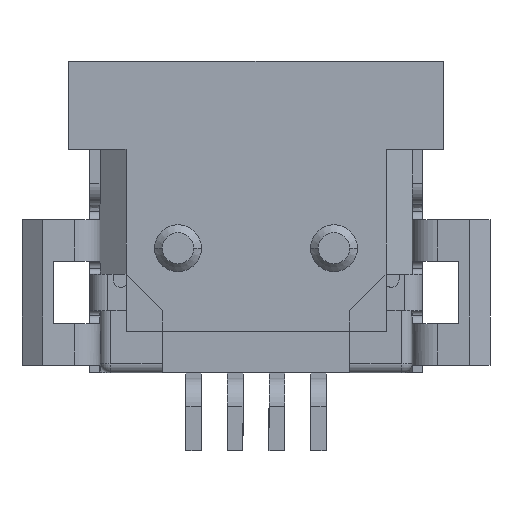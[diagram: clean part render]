
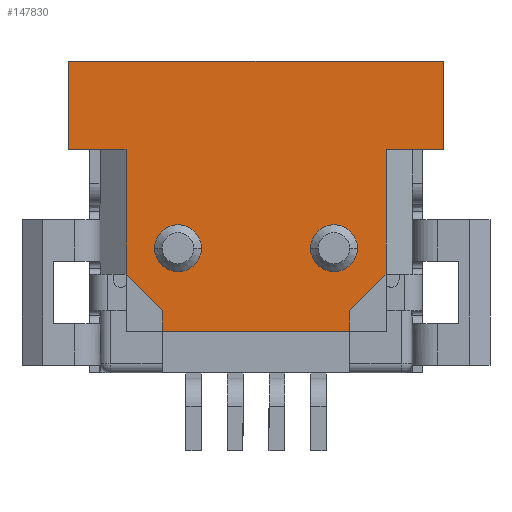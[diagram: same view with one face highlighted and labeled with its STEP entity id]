
A CAD part, front view. The second image highlights one B-rep face of the part: STEP entity #147830.
In plain terms, the highlighted planar face has unit normal (0, -1, 0).
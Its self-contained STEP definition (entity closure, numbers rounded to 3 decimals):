
#3460=CARTESIAN_POINT('',(-3.6,-1.95,-1.7));
#3470=VERTEX_POINT('',#3460);
#3500=CARTESIAN_POINT('',(-2.289,-1.95,-1.7));
#3510=DIRECTION('',(-1.,0.,0.));
#3520=VECTOR('',#3510,1.);
#3530=LINE('',#3500,#3520);
#3540=CARTESIAN_POINT('',(-2.5,-1.95,-1.7));
#3550=VERTEX_POINT('',#3540);
#3560=EDGE_CURVE('',#3550,#3470,#3530,.T.);
#24160=CARTESIAN_POINT('',(-3.6,-1.95,0.));
#24170=VERTEX_POINT('',#24160);
#24200=CARTESIAN_POINT('',(-3.6,-1.95,-4.9));
#24210=DIRECTION('',(0.,0.,-1.));
#24220=VECTOR('',#24210,1.);
#24230=LINE('',#24200,#24220);
#24240=EDGE_CURVE('',#24170,#3470,#24230,.T.);
#77370=CARTESIAN_POINT('',(-1.8,-1.95,-5.2));
#77380=VERTEX_POINT('',#77370);
#77410=CARTESIAN_POINT('',(0.,-1.95,-5.2));
#77420=DIRECTION('',(1.,0.,0.));
#77430=VECTOR('',#77420,1.);
#77440=LINE('',#77410,#77430);
#77450=CARTESIAN_POINT('',(1.8,-1.95,-5.2));
#77460=VERTEX_POINT('',#77450);
#77470=EDGE_CURVE('',#77380,#77460,#77440,.T.);
#78190=CARTESIAN_POINT('',(-2.5,-1.95,0.));
#78200=DIRECTION('',(0.,0.,-1.));
#78210=VECTOR('',#78200,1.);
#78220=LINE('',#78190,#78210);
#78230=CARTESIAN_POINT('',(-2.5,-1.95,-4.1));
#78240=VERTEX_POINT('',#78230);
#78250=EDGE_CURVE('',#3550,#78240,#78220,.T.);
#78650=CARTESIAN_POINT('',(-6.6,-1.95,0.));
#78660=DIRECTION('',(-0.707,0.,0.707));
#78670=VECTOR('',#78660,1.);
#78680=LINE('',#78650,#78670);
#78690=CARTESIAN_POINT('',(-1.8,-1.95,-4.8));
#78700=VERTEX_POINT('',#78690);
#78710=EDGE_CURVE('',#78700,#78240,#78680,.T.);
#78890=CARTESIAN_POINT('',(-1.8,-1.95,0.));
#78900=DIRECTION('',(0.,0.,1.));
#78910=VECTOR('',#78900,1.);
#78920=LINE('',#78890,#78910);
#78930=EDGE_CURVE('',#77380,#78700,#78920,.T.);
#79060=CARTESIAN_POINT('',(1.8,-1.95,0.));
#79070=DIRECTION('',(0.,0.,-1.));
#79080=VECTOR('',#79070,1.);
#79090=LINE('',#79060,#79080);
#79100=CARTESIAN_POINT('',(1.8,-1.95,-4.8));
#79110=VERTEX_POINT('',#79100);
#79120=EDGE_CURVE('',#79110,#77460,#79090,.T.);
#92130=CARTESIAN_POINT('',(3.6,-1.95,0.));
#92140=VERTEX_POINT('',#92130);
#92170=CARTESIAN_POINT('',(0.,-1.95,0.));
#92180=DIRECTION('',(1.,0.,0.));
#92190=VECTOR('',#92180,1.);
#92200=LINE('',#92170,#92190);
#92210=EDGE_CURVE('',#24170,#92140,#92200,.T.);
#142640=CARTESIAN_POINT('',(2.5,-1.95,-1.7));
#142650=VERTEX_POINT('',#142640);
#142680=CARTESIAN_POINT('',(-2.289,-1.95,-1.7));
#142690=DIRECTION('',(-1.,0.,0.));
#142700=VECTOR('',#142690,1.);
#142710=LINE('',#142680,#142700);
#142720=CARTESIAN_POINT('',(3.6,-1.95,-1.7));
#142730=VERTEX_POINT('',#142720);
#142740=EDGE_CURVE('',#142730,#142650,#142710,.T.);
#143480=CARTESIAN_POINT('',(6.6,-1.95,0.));
#143490=DIRECTION('',(-0.707,0.,-0.707));
#143500=VECTOR('',#143490,1.);
#143510=LINE('',#143480,#143500);
#143520=CARTESIAN_POINT('',(2.5,-1.95,-4.1));
#143530=VERTEX_POINT('',#143520);
#143540=EDGE_CURVE('',#143530,#79110,#143510,.T.);
#143950=CARTESIAN_POINT('',(2.5,-1.95,0.));
#143960=DIRECTION('',(0.,0.,1.));
#143970=VECTOR('',#143960,1.);
#143980=LINE('',#143950,#143970);
#143990=EDGE_CURVE('',#143530,#142650,#143980,.T.);
#147290=CARTESIAN_POINT('',(-2.5,-1.95,-1.7));
#147300=DIRECTION('',(0.,-1.,0.));
#147310=DIRECTION('',(1.,0.,0.));
#147320=AXIS2_PLACEMENT_3D('',#147290,#147300,#147310);
#147330=PLANE('',#147320);
#147340=ORIENTED_EDGE('',*,*,#24240,.T.);
#147350=ORIENTED_EDGE('',*,*,#92210,.F.);
#147360=CARTESIAN_POINT('',(3.6,-1.95,-4.9));
#147370=DIRECTION('',(0.,0.,-1.));
#147380=VECTOR('',#147370,1.);
#147390=LINE('',#147360,#147380);
#147400=EDGE_CURVE('',#92140,#142730,#147390,.T.);
#147410=ORIENTED_EDGE('',*,*,#147400,.F.);
#147420=ORIENTED_EDGE('',*,*,#142740,.F.);
#147430=ORIENTED_EDGE('',*,*,#143990,.T.);
#147440=ORIENTED_EDGE('',*,*,#143540,.F.);
#147450=ORIENTED_EDGE('',*,*,#79120,.F.);
#147460=ORIENTED_EDGE('',*,*,#77470,.T.);
#147470=ORIENTED_EDGE('',*,*,#78930,.F.);
#147480=ORIENTED_EDGE('',*,*,#78710,.F.);
#147490=ORIENTED_EDGE('',*,*,#78250,.T.);
#147500=ORIENTED_EDGE('',*,*,#3560,.F.);
#147510=EDGE_LOOP('',(#147500,#147490,#147480,#147470,#147460,#147450,
#147440,#147430,#147420,#147410,#147350,#147340));
#147520=FACE_OUTER_BOUND('',#147510,.T.);
#147530=CARTESIAN_POINT('',(-1.5,-1.95,-3.6));
#147540=DIRECTION('',(0.,-1.,0.));
#147550=DIRECTION('',(1.,0.,0.));
#147560=AXIS2_PLACEMENT_3D('',#147530,#147540,#147550);
#147570=CIRCLE('',#147560,0.45);
#147580=CARTESIAN_POINT('',(-1.05,-1.95,-3.6));
#147590=VERTEX_POINT('',#147580);
#147600=CARTESIAN_POINT('',(-1.95,-1.95,-3.6));
#147610=VERTEX_POINT('',#147600);
#147620=EDGE_CURVE('',#147590,#147610,#147570,.T.);
#147630=ORIENTED_EDGE('',*,*,#147620,.F.);
#147640=EDGE_CURVE('',#147610,#147590,#147570,.T.);
#147650=ORIENTED_EDGE('',*,*,#147640,.F.);
#147660=EDGE_LOOP('',(#147650,#147630));
#147670=FACE_BOUND('',#147660,.T.);
#147680=CARTESIAN_POINT('',(1.5,-1.95,-3.6));
#147690=DIRECTION('',(0.,-1.,0.));
#147700=DIRECTION('',(1.,0.,0.));
#147710=AXIS2_PLACEMENT_3D('',#147680,#147690,#147700);
#147720=CIRCLE('',#147710,0.45);
#147730=CARTESIAN_POINT('',(1.95,-1.95,-3.6));
#147740=VERTEX_POINT('',#147730);
#147750=CARTESIAN_POINT('',(1.05,-1.95,-3.6));
#147760=VERTEX_POINT('',#147750);
#147770=EDGE_CURVE('',#147740,#147760,#147720,.T.);
#147780=ORIENTED_EDGE('',*,*,#147770,.F.);
#147790=EDGE_CURVE('',#147760,#147740,#147720,.T.);
#147800=ORIENTED_EDGE('',*,*,#147790,.F.);
#147810=EDGE_LOOP('',(#147800,#147780));
#147820=FACE_BOUND('',#147810,.T.);
#147830=ADVANCED_FACE('',(#147520,#147670,#147820),#147330,.T.);
